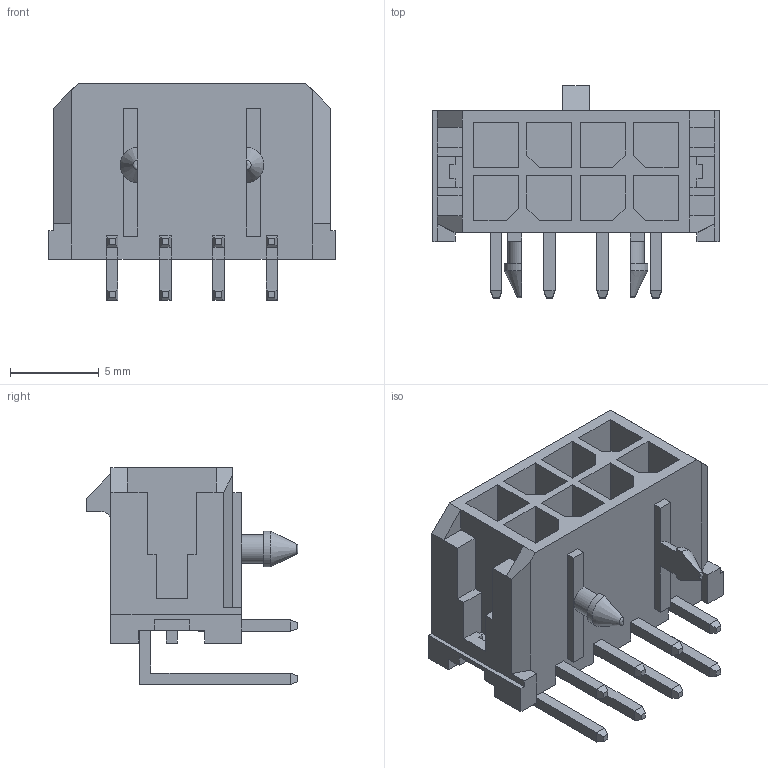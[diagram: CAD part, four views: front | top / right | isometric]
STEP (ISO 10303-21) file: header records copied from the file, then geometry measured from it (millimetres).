
FILE_DESCRIPTION(('STEP AP214'),'1');
FILE_NAME('5009.stp','2016-07-19T09:41:23',('TraceParts'),('TraceParts S.A.'),'Spatial InterOp 3D',' ',' ');
FILE_SCHEMA(('automotive_design'));
Length unit declared in the file: millimetre
Products named in the file (2): 430450801; 1
Bounding box: 16.15 x 11.95 x 12.24 mm (x, y, z)
Volume: 657.6 mm3; surface area: 1479.6 mm2
Topology: 1 solids, 1 shells, 325 faces, 869 edges, 584 vertices
Faces by surface type: plane 316, cylinder 5, cone 2, torus 2
Entity records: 9822 total; most frequent: CARTESIAN_POINT 1720, ORIENTED_EDGE 1676, DIRECTION 1559, EDGE_CURVE 838, LINE 829, VECTOR 829, VERTEX_POINT 526, AXIS2_PLACEMENT_3D 365
